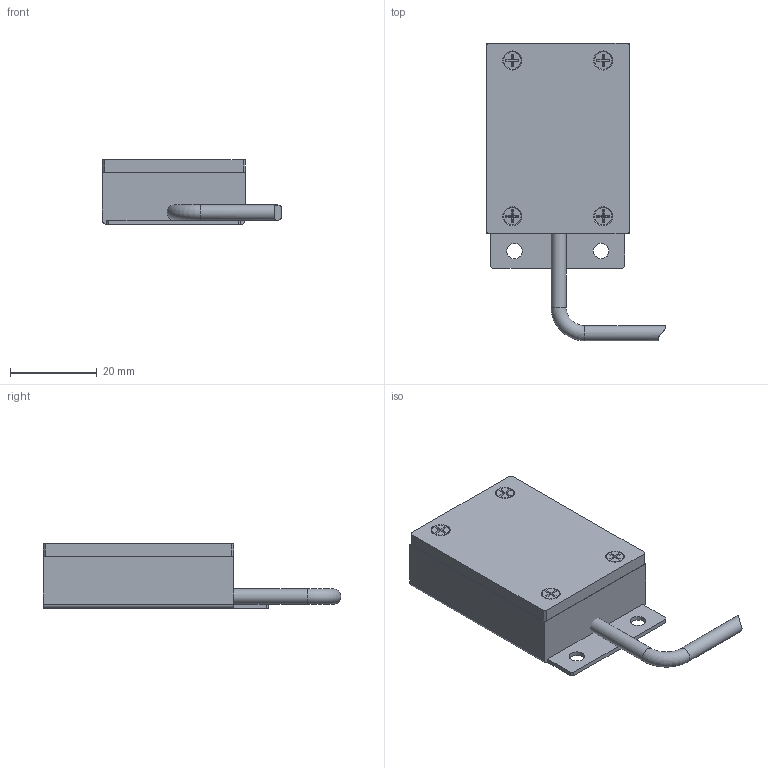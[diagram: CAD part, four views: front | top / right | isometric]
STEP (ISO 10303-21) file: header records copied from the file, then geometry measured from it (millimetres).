
FILE_DESCRIPTION (( 'STEP AP203' ), '1' );
FILE_NAME ('SBL-30X30x.STEP', '2016-02-12T06:29:32', ( 'CCS Inc' ), ( 'CCS Inc' ), 'SwSTEP 2.0', 'SolidWorks 2011', '' );
FILE_SCHEMA (( 'CONFIG_CONTROL_DESIGN' ));
Length unit declared in the file: millimetre
Products named in the file (1): SBL-30X30x
Bounding box: 41.41 x 68.75 x 15 mm (x, y, z)
Volume: 22500.4 mm3; surface area: 9468 mm2
Topology: 7 solids, 7 shells, 111 faces, 266 edges, 173 vertices
Faces by surface type: plane 83, cylinder 18, cone 8, torus 1, bspline 1
Full cylindrical faces by diameter (mm): 2 x4, 2.4 x4, 3.5 x2, 3.6 x2, 4 x4
Entity records: 3169 total; most frequent: CARTESIAN_POINT 582, DIRECTION 498, ORIENTED_EDGE 476, EDGE_CURVE 238, LINE 198, VECTOR 198, VERTEX_POINT 170, EDGE_LOOP 152
